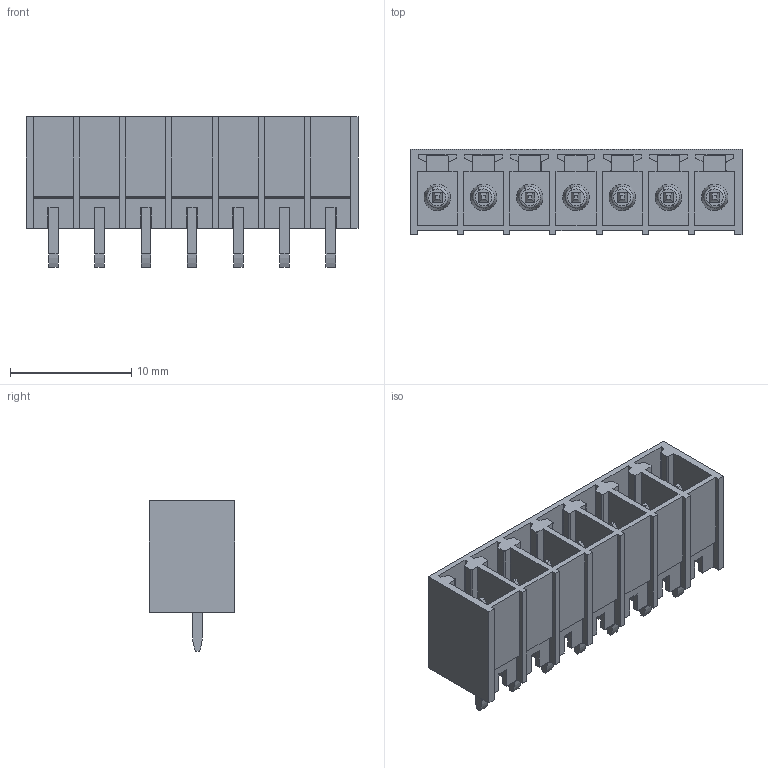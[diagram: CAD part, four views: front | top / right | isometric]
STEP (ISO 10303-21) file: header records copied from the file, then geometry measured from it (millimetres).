
FILE_DESCRIPTION(('CATIA V5 STEP Exchange','CAx-IF Rec.Pracs.--- Model Styling and Organization---1.2---2011-12-15'),'2;1');
FILE_NAME ('D1457669_0_1863030000_1863030000.stp','2018-10-13T04:09:40+00:00',('none'),('Weidmueller'),'CATIA Version 5-6 Release 2014','CATIA V5 STEP AP214','none');
FILE_SCHEMA(('AUTOMOTIVE_DESIGN { 1 0 10303 214 1 1 1 1 }'));
Length unit declared in the file: millimetre
Products named in the file (1): 1863030000
Bounding box: 27.36 x 7.07 x 12.4 mm (x, y, z)
Volume: 697.6 mm3; surface area: 2612.7 mm2
Topology: 8 solids, 8 shells, 473 faces, 1346 edges, 910 vertices
Faces by surface type: plane 377, cylinder 68, torus 14, cone 14
Entity records: 14140 total; most frequent: ORIENTED_EDGE 2692, CARTESIAN_POINT 2628, DIRECTION 1836, EDGE_CURVE 1346, VECTOR 1154, LINE 1154, VERTEX_POINT 910, EDGE_LOOP 508
